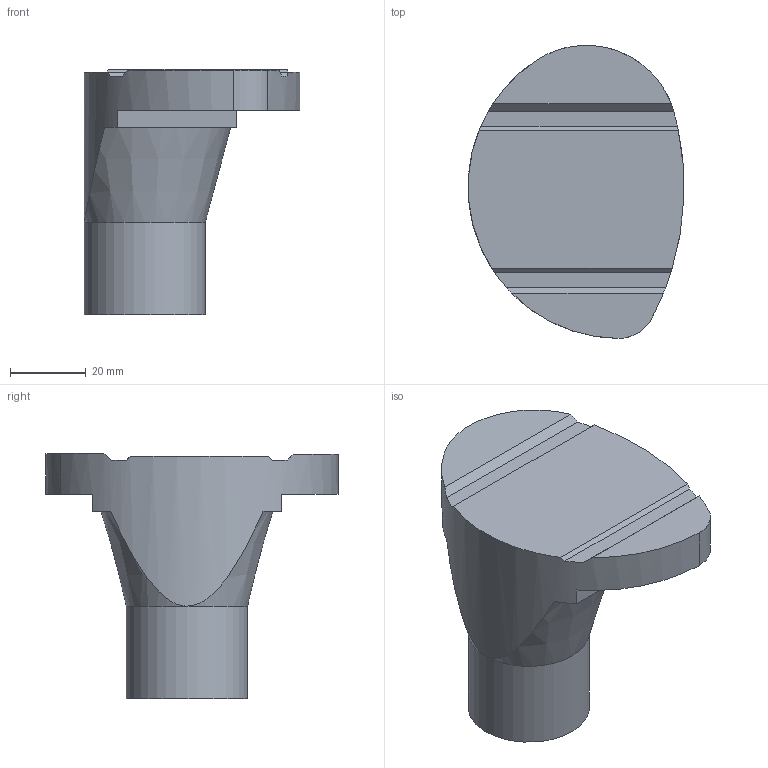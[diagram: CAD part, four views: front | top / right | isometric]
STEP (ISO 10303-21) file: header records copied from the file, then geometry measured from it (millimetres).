
FILE_DESCRIPTION(/* description */ (''),/* implementation_level */ '2;1');
FILE_NAME(/* name */ '1515057090094.stp',/* time_stamp */ '2018-01-04T10:11:38+01:00',/* author */ (''),/* organization */ ('SMS'),/* preprocessor_version */ 'ST-DEVELOPER v15',/* originating_system */ 'SIEMENS PLM Software NX 8.5',/* authorisation */ '');
FILE_SCHEMA (('AUTOMOTIVE_DESIGN { 1 0 10303 214 3 1 1 1 }'));
Length unit declared in the file: millimetre
Products named in the file (1): 201243883mod000_01
Bounding box: 56.96 x 77.32 x 64.88 mm (x, y, z)
Volume: 83986.8 mm3; surface area: 16160.2 mm2
Topology: 1 solids, 1 shells, 28 faces, 73 edges, 48 vertices
Faces by surface type: plane 16, cone 7, cylinder 5
Full cylindrical faces by diameter (mm): 32 x1
Entity records: 943 total; most frequent: DIRECTION 176, CARTESIAN_POINT 170, ORIENTED_EDGE 144, AXIS2_PLACEMENT_3D 74, EDGE_CURVE 72, VERTEX_POINT 48, CIRCLE 32, EDGE_LOOP 30
